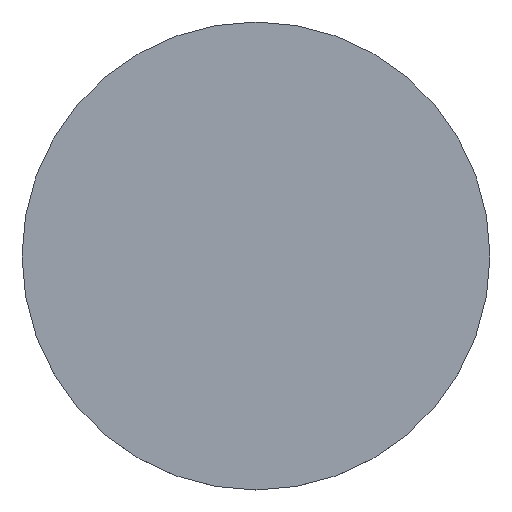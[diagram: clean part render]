
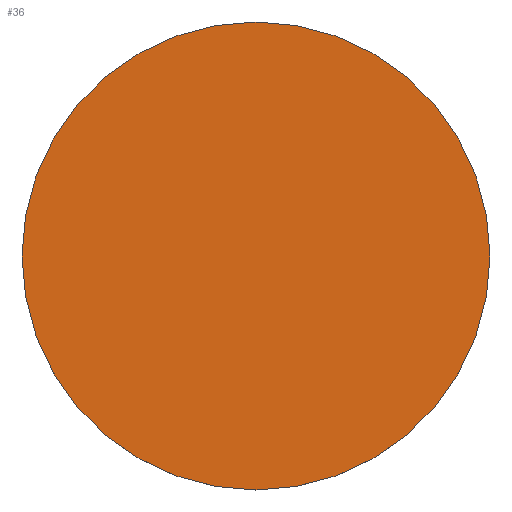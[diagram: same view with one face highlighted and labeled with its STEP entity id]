
A CAD part, top view. The second image highlights one B-rep face of the part: STEP entity #36.
In plain terms, the highlighted planar face has unit normal (0, 0, 1).
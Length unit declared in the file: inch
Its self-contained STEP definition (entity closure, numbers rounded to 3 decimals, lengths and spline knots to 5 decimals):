
#14 = CARTESIAN_POINT ( 'NONE',  ( 0., 0., 0.15748 ) ) ;
#17 = DIRECTION ( 'NONE',  ( 0., 0., 1. ) ) ;
#25 = AXIS2_PLACEMENT_3D ( 'NONE', #46, #164, #160 ) ;
#26 = DIRECTION ( 'NONE',  ( 1., 0., 0. ) ) ;
#36 = ADVANCED_FACE ( 'NONE', ( #154 ), #178, .T. ) ;
#40 = EDGE_LOOP ( 'NONE', ( #133, #75 ) ) ;
#43 = DIRECTION ( 'NONE',  ( 1., 0., 0. ) ) ;
#46 = CARTESIAN_POINT ( 'NONE',  ( 0., 0., 0.15748 ) ) ;
#73 = EDGE_CURVE ( 'NONE', #87, #143, #115, .T. ) ;
#75 = ORIENTED_EDGE ( 'NONE', *, *, #73, .T. ) ;
#78 = EDGE_CURVE ( 'NONE', #143, #87, #129, .T. ) ;
#87 = VERTEX_POINT ( 'NONE', #145 ) ;
#100 = CARTESIAN_POINT ( 'NONE',  ( 0., 0., 0.15748 ) ) ;
#112 = AXIS2_PLACEMENT_3D ( 'NONE', #100, #17, #43 ) ;
#115 = CIRCLE ( 'NONE', #25, 2.95276 ) ;
#120 = CARTESIAN_POINT ( 'NONE',  ( -2.95276, 0., 0.15748 ) ) ;
#129 = CIRCLE ( 'NONE', #112, 2.95276 ) ;
#133 = ORIENTED_EDGE ( 'NONE', *, *, #78, .T. ) ;
#143 = VERTEX_POINT ( 'NONE', #120 ) ;
#145 = CARTESIAN_POINT ( 'NONE',  ( 2.95276, 0., 0.15748 ) ) ;
#146 = DIRECTION ( 'NONE',  ( 0., 0., 1. ) ) ;
#154 = FACE_OUTER_BOUND ( 'NONE', #40, .T. ) ;
#160 = DIRECTION ( 'NONE',  ( 1., 0., 0. ) ) ;
#163 = AXIS2_PLACEMENT_3D ( 'NONE', #14, #146, #26 ) ;
#164 = DIRECTION ( 'NONE',  ( 0., 0., 1. ) ) ;
#178 = PLANE ( 'NONE',  #163 ) ;
